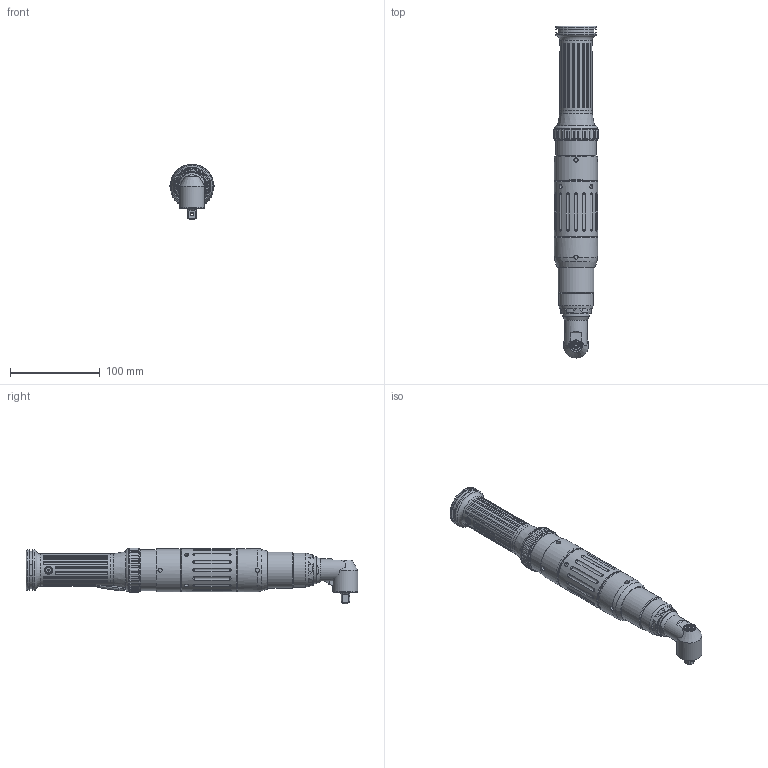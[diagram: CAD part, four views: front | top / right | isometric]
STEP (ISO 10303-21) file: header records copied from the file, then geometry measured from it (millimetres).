
FILE_DESCRIPTION(/* description */ (''),/* implementation_level */ '2;1');
FILE_NAME(/* name */ 'HFT-015M50-A-20(DS-H008)_OUTLINE.stp',/* time_stamp */ '2017-10-23T09:12:18+09:00',/* author */ ('hirokisenga'),/* organization */ (''),/* preprocessor_version */ 'ST-DEVELOPER v16.5',/* originating_system */ 'Autodesk Inventor 2017',/* authorisation */ '');
FILE_SCHEMA (('AUTOMOTIVE_DESIGN { 1 0 10303 214 3 1 1 }'));
Length unit declared in the file: millimetre
Products named in the file (1): HFT-015M50-A-20(DS-H008)_OUTLINE
Bounding box: 48.99 x 369 x 61.99 mm (x, y, z)
Volume: 477199.7 mm3; surface area: 81173.8 mm2
Topology: 1 solids, 1 shells, 938 faces, 2347 edges, 1511 vertices
Faces by surface type: plane 517, cylinder 263, sphere 61, cone 54, bspline 29, torus 14
Full cylindrical faces by diameter (mm): 1 x24, 1.6 x4, 2 x1, 3 x1, 3.18 x1, 3.6 x4, 4 x3, 4.5 x1, 4.6 x12, 6 x1, 6.8 x2, 8 x3, 9 x3, 11.8 x1, 12 x1, 12.5 x1, 21.4 x1, 25 x1, 28 x1, 30 x2, 32 x1, 34 x1, 35 x1, 35.4 x1, 36 x1, 38 x1, 40 x1, 41.2 x1, 44.5 x1, 45 x2
Entity records: 29851 total; most frequent: CARTESIAN_POINT 7278, DIRECTION 4719, ORIENTED_EDGE 4186, EDGE_CURVE 2081, AXIS2_PLACEMENT_3D 1930, VERTEX_POINT 1418, EDGE_LOOP 1237, STYLED_ITEM 939
